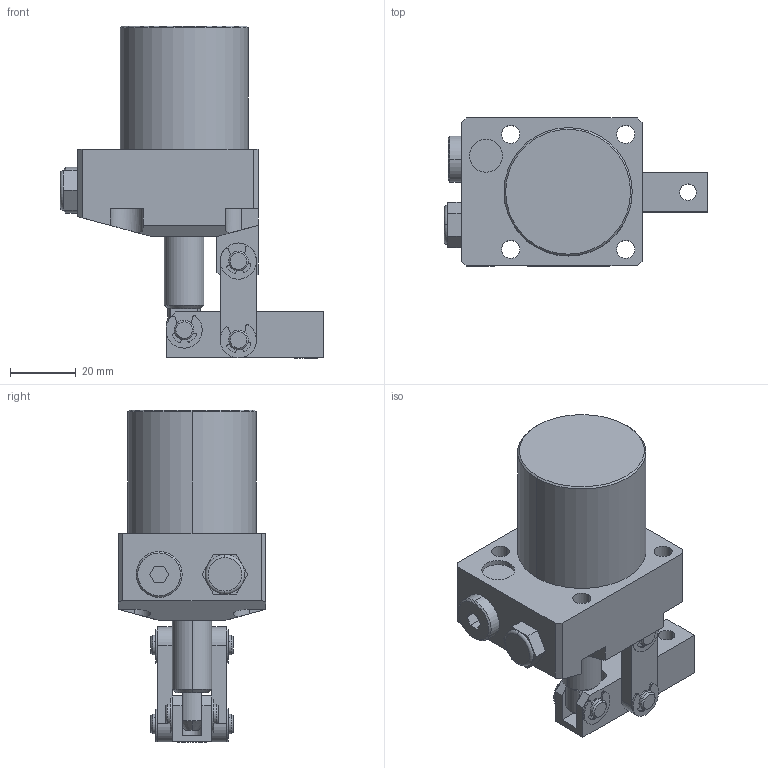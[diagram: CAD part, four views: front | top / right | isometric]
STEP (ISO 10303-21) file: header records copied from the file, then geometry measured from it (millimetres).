
FILE_DESCRIPTION (( 'STEP AP214' ), '1' );
FILE_NAME ('CCLT-02.STEP', '2020-11-27T03:21:10', ( 'PC' ), ( '' ), 'SwSTEP 2.0', 'SolidWorks 2016', '' );
FILE_SCHEMA (( 'AUTOMOTIVE_DESIGN' ));
Length unit declared in the file: millimetre
Products named in the file (7): kahaung; duanxiao; changxiao; benti-02; CCLT-02; yabi; liangan
Assembly tree (13 placements, depth 2):
  CCLT-02
    benti-02
    changxiao  x2
    duanxiao
    kahaung  x6
    liangan  x2
    yabi
Bounding box: 80.2 x 45 x 101 mm (x, y, z)
Volume: 117874.3 mm3; surface area: 25757.5 mm2
Topology: 13 solids, 13 shells, 348 faces, 874 edges, 570 vertices
Faces by surface type: cylinder 178, plane 146, cone 22, torus 2
Entity records: 6241 total; most frequent: DIRECTION 1081, CARTESIAN_POINT 1070, ORIENTED_EDGE 958, EDGE_CURVE 479, AXIS2_PLACEMENT_3D 399, VERTEX_POINT 308, VECTOR 283, LINE 283
